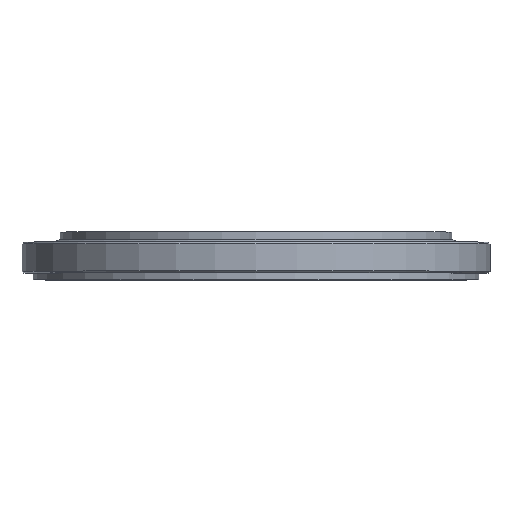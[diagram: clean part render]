
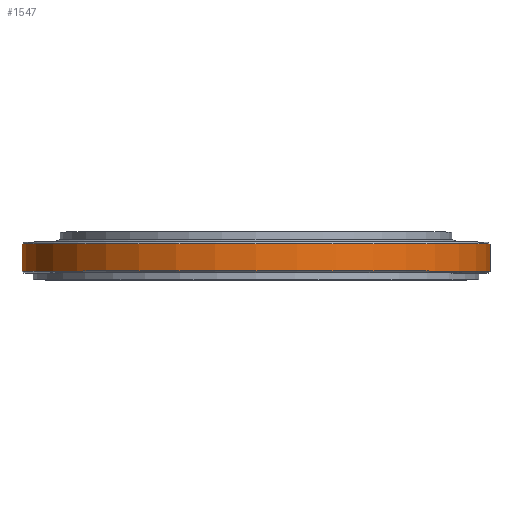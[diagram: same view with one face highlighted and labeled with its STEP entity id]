
A CAD part, top view. The second image highlights one B-rep face of the part: STEP entity #1547.
In plain terms, the highlighted cylindrical face has radius 489.5 mm (diameter 979 mm), a partial arc.
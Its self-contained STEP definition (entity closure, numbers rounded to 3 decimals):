
#59 = DIRECTION ( 'NONE',  ( 1., 0., 0. ) ) ;
#98 = EDGE_LOOP ( 'NONE', ( #652, #1975, #2163, #8422 ) ) ;
#208 = CARTESIAN_POINT ( 'NONE',  ( 0., 22.164, 0. ) ) ;
#652 = ORIENTED_EDGE ( 'NONE', *, *, #8200, .T. ) ;
#664 = CIRCLE ( 'NONE', #5755, 489.5 ) ;
#868 = AXIS2_PLACEMENT_3D ( 'NONE', #6962, #3767, #8408 ) ;
#1098 = LINE ( 'NONE', #7513, #1193 ) ;
#1193 = VECTOR ( 'NONE', #3331, 1000. ) ;
#1212 = CARTESIAN_POINT ( 'NONE',  ( 489.5, 26.5, 0. ) ) ;
#1242 = DIRECTION ( 'NONE',  ( 0., -1., 0. ) ) ;
#1255 = DIRECTION ( 'NONE',  ( -1., 0., 0. ) ) ;
#1547 = ADVANCED_FACE ( 'NONE', ( #7645 ), #7962, .T. ) ;
#1604 = CARTESIAN_POINT ( 'NONE',  ( 489.5, -30.5, 0. ) ) ;
#1735 = EDGE_CURVE ( 'NONE', #3235, #7289, #8301, .T. ) ;
#1975 = ORIENTED_EDGE ( 'NONE', *, *, #1735, .T. ) ;
#2163 = ORIENTED_EDGE ( 'NONE', *, *, #7531, .T. ) ;
#2236 = VERTEX_POINT ( 'NONE', #5579 ) ;
#2476 = EDGE_CURVE ( 'NONE', #2236, #7858, #1098, .T. ) ;
#2523 = AXIS2_PLACEMENT_3D ( 'NONE', #208, #7213, #1255 ) ;
#2779 = CARTESIAN_POINT ( 'NONE',  ( 489.5, 22.164, 0. ) ) ;
#3235 = VERTEX_POINT ( 'NONE', #1604 ) ;
#3331 = DIRECTION ( 'NONE',  ( 0., 1., 0. ) ) ;
#3494 = CARTESIAN_POINT ( 'NONE',  ( 0., 26.5, 0. ) ) ;
#3767 = DIRECTION ( 'NONE',  ( 0., 1., 0. ) ) ;
#5579 = CARTESIAN_POINT ( 'NONE',  ( -489.5, -30.5, 0. ) ) ;
#5684 = DIRECTION ( 'NONE',  ( 0., 1., 0. ) ) ;
#5755 = AXIS2_PLACEMENT_3D ( 'NONE', #3494, #1242, #59 ) ;
#5848 = CIRCLE ( 'NONE', #868, 489.5 ) ;
#6962 = CARTESIAN_POINT ( 'NONE',  ( 0., -30.5, 0. ) ) ;
#7213 = DIRECTION ( 'NONE',  ( 0., 1., 0. ) ) ;
#7289 = VERTEX_POINT ( 'NONE', #1212 ) ;
#7513 = CARTESIAN_POINT ( 'NONE',  ( -489.5, 22.164, 0. ) ) ;
#7531 = EDGE_CURVE ( 'NONE', #7289, #7858, #664, .T. ) ;
#7645 = FACE_OUTER_BOUND ( 'NONE', #98, .T. ) ;
#7858 = VERTEX_POINT ( 'NONE', #8425 ) ;
#7962 = CYLINDRICAL_SURFACE ( 'NONE', #2523, 489.5 ) ;
#8200 = EDGE_CURVE ( 'NONE', #2236, #3235, #5848, .T. ) ;
#8301 = LINE ( 'NONE', #2779, #8438 ) ;
#8408 = DIRECTION ( 'NONE',  ( 1., 0., 0. ) ) ;
#8422 = ORIENTED_EDGE ( 'NONE', *, *, #2476, .F. ) ;
#8425 = CARTESIAN_POINT ( 'NONE',  ( -489.5, 26.5, 0. ) ) ;
#8438 = VECTOR ( 'NONE', #5684, 1000. ) ;
